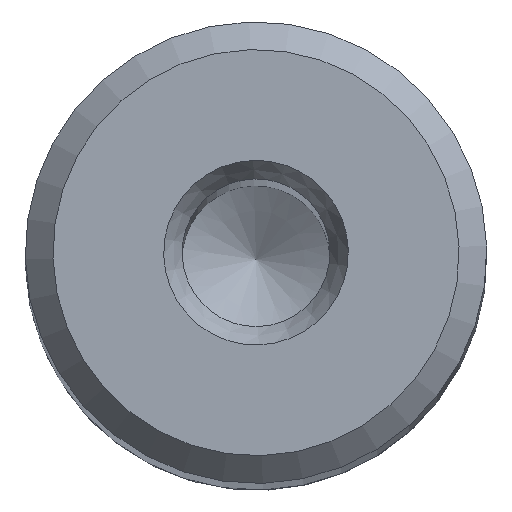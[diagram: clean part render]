
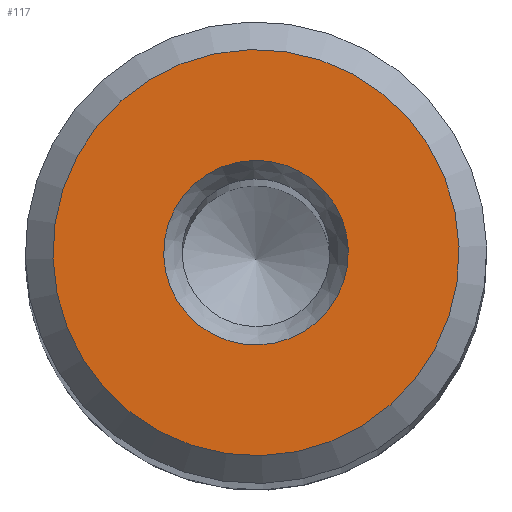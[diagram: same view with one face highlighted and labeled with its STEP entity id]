
A CAD part, top view. The second image highlights one B-rep face of the part: STEP entity #117.
In plain terms, the highlighted planar face has unit normal (0, 0, 1).
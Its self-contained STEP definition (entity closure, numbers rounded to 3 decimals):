
#93=PLANE('',#427);
#117=ADVANCED_FACE('',(#158,#159),#93,.T.);
#158=FACE_BOUND('',#217,.T.);
#159=FACE_BOUND('',#218,.T.);
#217=EDGE_LOOP('',(#275));
#218=EDGE_LOOP('',(#276));
#275=ORIENTED_EDGE('',*,*,#354,.T.);
#276=ORIENTED_EDGE('',*,*,#355,.T.);
#324=VERTEX_POINT('',#601);
#325=VERTEX_POINT('',#603);
#354=EDGE_CURVE('',#324,#324,#383,.T.);
#355=EDGE_CURVE('',#325,#325,#384,.T.);
#383=CIRCLE('',#425,4.999);
#384=CIRCLE('',#426,11.);
#425=AXIS2_PLACEMENT_3D('',#600,#496,#497);
#426=AXIS2_PLACEMENT_3D('',#602,#498,#499);
#427=AXIS2_PLACEMENT_3D('',#604,#500,#501);
#496=DIRECTION('',(0.,0.,-1.));
#497=DIRECTION('',(0.525,-0.851,0.));
#498=DIRECTION('',(0.,0.,1.));
#499=DIRECTION('',(0.525,-0.851,0.));
#500=DIRECTION('',(0.,0.,1.));
#501=DIRECTION('',(0.525,-0.851,0.));
#600=CARTESIAN_POINT('',(0.,0.,190.));
#601=CARTESIAN_POINT('',(2.624,-4.255,190.));
#602=CARTESIAN_POINT('',(0.,0.,190.));
#603=CARTESIAN_POINT('',(5.774,-9.363,190.));
#604=CARTESIAN_POINT('',(0.,0.,190.));
